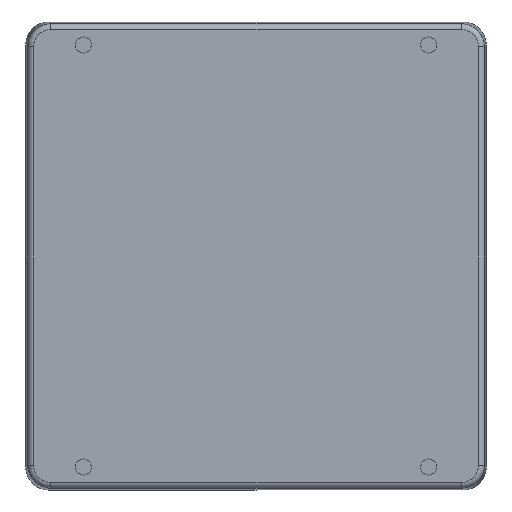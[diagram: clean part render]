
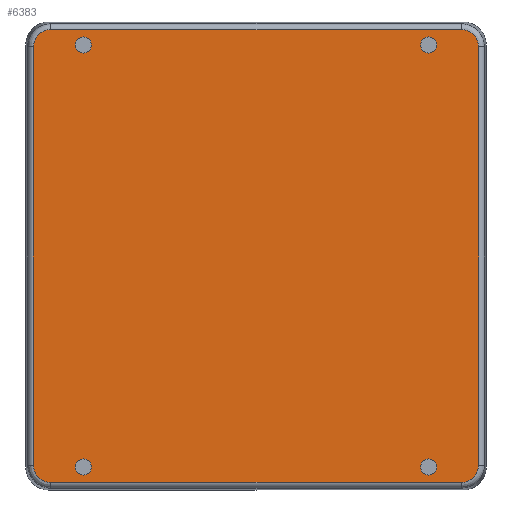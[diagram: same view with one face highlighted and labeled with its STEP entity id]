
A CAD part, left-side view. The second image highlights one B-rep face of the part: STEP entity #6383.
In plain terms, the highlighted planar face has unit normal (-1, 0, 0).
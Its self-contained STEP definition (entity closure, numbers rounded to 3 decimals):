
#299=LINE('',#11968,#633);
#301=LINE('',#12084,#635);
#302=LINE('',#12089,#636);
#304=LINE('',#12202,#638);
#633=VECTOR('',#9086,107.022);
#635=VECTOR('',#9104,109.022);
#636=VECTOR('',#9109,109.022);
#638=VECTOR('',#9125,107.022);
#817=ELLIPSE('',#7213,4.5,4.5);
#818=ELLIPSE('',#7215,4.5,4.5);
#821=ELLIPSE('',#7223,4.5,4.5);
#822=ELLIPSE('',#7225,4.5,4.5);
#906=PLANE('',#7234);
#1250=FACE_BOUND('',#2132,.T.);
#1251=FACE_BOUND('',#2133,.T.);
#1252=FACE_BOUND('',#2134,.T.);
#1253=FACE_BOUND('',#2135,.T.);
#1610=FACE_OUTER_BOUND('',#2131,.T.);
#2131=EDGE_LOOP('',(#5536,#5537,#5538,#5539,#5540,#5541,#5542,#5543));
#2132=EDGE_LOOP('',(#5544));
#2133=EDGE_LOOP('',(#5545));
#2134=EDGE_LOOP('',(#5546));
#2135=EDGE_LOOP('',(#5547));
#2630=CIRCLE('',#7185,2.1);
#2634=CIRCLE('',#7191,2.1);
#2638=CIRCLE('',#7197,2.1);
#2642=CIRCLE('',#7203,2.1);
#3169=VERTEX_POINT('',#11921);
#3173=VERTEX_POINT('',#11931);
#3177=VERTEX_POINT('',#11941);
#3181=VERTEX_POINT('',#11951);
#3185=VERTEX_POINT('',#11961);
#3188=VERTEX_POINT('',#11966);
#3189=VERTEX_POINT('',#12019);
#3192=VERTEX_POINT('',#12075);
#3193=VERTEX_POINT('',#12080);
#3196=VERTEX_POINT('',#12087);
#3197=VERTEX_POINT('',#12141);
#3200=VERTEX_POINT('',#12197);
#3974=EDGE_CURVE('',#3169,#3169,#2630,.T.);
#3978=EDGE_CURVE('',#3173,#3173,#2634,.T.);
#3982=EDGE_CURVE('',#3177,#3177,#2638,.T.);
#3986=EDGE_CURVE('',#3181,#3181,#2642,.T.);
#3993=EDGE_CURVE('',#3188,#3185,#299,.T.);
#3996=EDGE_CURVE('',#3185,#3189,#817,.T.);
#3998=EDGE_CURVE('',#3192,#3188,#818,.T.);
#4002=EDGE_CURVE('',#3189,#3193,#301,.T.);
#4004=EDGE_CURVE('',#3196,#3192,#302,.T.);
#4008=EDGE_CURVE('',#3193,#3197,#821,.T.);
#4010=EDGE_CURVE('',#3200,#3196,#822,.T.);
#4012=EDGE_CURVE('',#3197,#3200,#304,.T.);
#5536=ORIENTED_EDGE('',*,*,#3993,.F.);
#5537=ORIENTED_EDGE('',*,*,#3998,.F.);
#5538=ORIENTED_EDGE('',*,*,#4004,.F.);
#5539=ORIENTED_EDGE('',*,*,#4010,.F.);
#5540=ORIENTED_EDGE('',*,*,#4012,.F.);
#5541=ORIENTED_EDGE('',*,*,#4008,.F.);
#5542=ORIENTED_EDGE('',*,*,#4002,.F.);
#5543=ORIENTED_EDGE('',*,*,#3996,.F.);
#5544=ORIENTED_EDGE('',*,*,#3974,.T.);
#5545=ORIENTED_EDGE('',*,*,#3978,.T.);
#5546=ORIENTED_EDGE('',*,*,#3982,.T.);
#5547=ORIENTED_EDGE('',*,*,#3986,.T.);
#6383=ADVANCED_FACE('',(#1610,#1250,#1251,#1252,#1253),#906,.T.);
#7185=AXIS2_PLACEMENT_3D('',#11922,#9033,#9034);
#7191=AXIS2_PLACEMENT_3D('',#11932,#9045,#9046);
#7197=AXIS2_PLACEMENT_3D('',#11942,#9057,#9058);
#7203=AXIS2_PLACEMENT_3D('',#11952,#9069,#9070);
#7213=AXIS2_PLACEMENT_3D('',#12023,#9091,#9092);
#7215=AXIS2_PLACEMENT_3D('',#12077,#9095,#9096);
#7223=AXIS2_PLACEMENT_3D('',#12145,#9115,#9116);
#7225=AXIS2_PLACEMENT_3D('',#12199,#9119,#9120);
#7234=AXIS2_PLACEMENT_3D('',#12222,#9146,#9147);
#9033=DIRECTION('center_axis',(1.,0.,0.));
#9034=DIRECTION('ref_axis',(0.,0.,-1.));
#9045=DIRECTION('center_axis',(1.,0.,0.));
#9046=DIRECTION('ref_axis',(0.,0.,-1.));
#9057=DIRECTION('center_axis',(1.,0.,0.));
#9058=DIRECTION('ref_axis',(0.,0.,-1.));
#9069=DIRECTION('center_axis',(1.,0.,0.));
#9070=DIRECTION('ref_axis',(0.,0.,-1.));
#9086=DIRECTION('',(0.,-1.,0.));
#9091=DIRECTION('center_axis',(1.,0.,0.));
#9092=DIRECTION('ref_axis',(0.,-0.707,0.707));
#9095=DIRECTION('center_axis',(1.,0.,0.));
#9096=DIRECTION('ref_axis',(0.,0.707,0.707));
#9104=DIRECTION('',(0.,0.,-1.));
#9109=DIRECTION('',(0.,0.,1.));
#9115=DIRECTION('center_axis',(1.,0.,0.));
#9116=DIRECTION('ref_axis',(0.,-0.707,-0.707));
#9119=DIRECTION('center_axis',(1.,0.,0.));
#9120=DIRECTION('ref_axis',(0.,0.707,-0.707));
#9125=DIRECTION('',(0.,1.,0.));
#9146=DIRECTION('center_axis',(-1.,0.,0.));
#9147=DIRECTION('ref_axis',(0.,0.,1.));
#11921=CARTESIAN_POINT('',(-34.25,-49.5,57.1));
#11922=CARTESIAN_POINT('Origin',(-34.25,-49.5,55.));
#11931=CARTESIAN_POINT('',(-34.25,-49.5,-52.9));
#11932=CARTESIAN_POINT('Origin',(-34.25,-49.5,-55.));
#11941=CARTESIAN_POINT('',(-34.25,40.5,57.1));
#11942=CARTESIAN_POINT('Origin',(-34.25,40.5,55.));
#11951=CARTESIAN_POINT('',(-34.25,40.5,-52.9));
#11952=CARTESIAN_POINT('Origin',(-34.25,40.5,-55.));
#11961=CARTESIAN_POINT('',(-34.25,-58.011,59.011));
#11966=CARTESIAN_POINT('',(-34.25,49.011,59.011));
#11968=CARTESIAN_POINT('',(-34.25,49.011,59.011));
#12019=CARTESIAN_POINT('',(-34.25,-62.511,54.511));
#12023=CARTESIAN_POINT('Origin',(-34.25,-58.011,54.511));
#12075=CARTESIAN_POINT('',(-34.25,53.511,54.511));
#12077=CARTESIAN_POINT('Origin',(-34.25,49.011,54.511));
#12080=CARTESIAN_POINT('',(-34.25,-62.511,-54.511));
#12084=CARTESIAN_POINT('',(-34.25,-62.511,54.511));
#12087=CARTESIAN_POINT('',(-34.25,53.511,-54.511));
#12089=CARTESIAN_POINT('',(-34.25,53.511,-54.511));
#12141=CARTESIAN_POINT('',(-34.25,-58.011,-59.011));
#12145=CARTESIAN_POINT('Origin',(-34.25,-58.011,-54.511));
#12197=CARTESIAN_POINT('',(-34.25,49.011,-59.011));
#12199=CARTESIAN_POINT('Origin',(-34.25,49.011,-54.511));
#12202=CARTESIAN_POINT('',(-34.25,-58.011,-59.011));
#12222=CARTESIAN_POINT('Origin',(-34.25,-64.,-61.));
